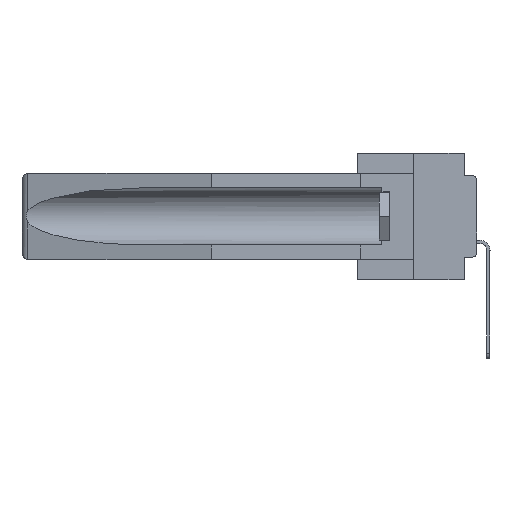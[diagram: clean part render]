
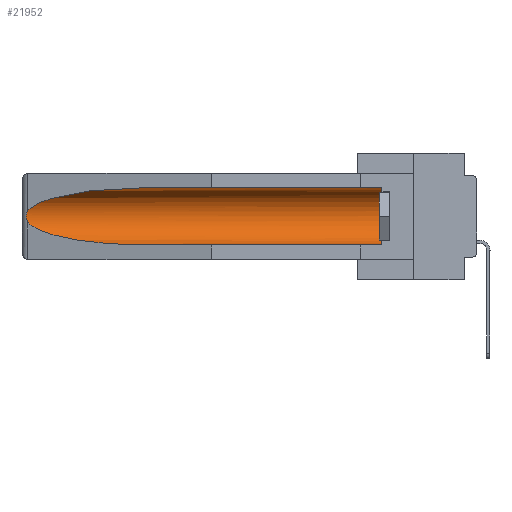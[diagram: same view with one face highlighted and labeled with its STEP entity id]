
A CAD part, left-side view. The second image highlights one B-rep face of the part: STEP entity #21952.
In plain terms, the highlighted cylindrical face has radius 2.857 mm (diameter 5.715 mm), a partial arc.
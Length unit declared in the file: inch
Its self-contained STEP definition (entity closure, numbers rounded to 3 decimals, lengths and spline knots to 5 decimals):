
#132 = CARTESIAN_POINT ( 'NONE',  ( 0.26655, 1.53094, -0.18657 ) ) ;
#224 = AXIS2_PLACEMENT_3D ( 'NONE', #28568, #8573, #15349 ) ;
#643 = LINE ( 'NONE', #7394, #20813 ) ;
#1319 = VECTOR ( 'NONE', #25292, 39.37008 ) ;
#1392 = VERTEX_POINT ( 'NONE', #11434 ) ;
#1632 = ORIENTED_EDGE ( 'NONE', *, *, #2625, .T. ) ;
#2080 = EDGE_CURVE ( 'NONE', #10347, #3272, #20243, .T. ) ;
#2477 = CARTESIAN_POINT ( 'NONE',  ( 0.26597, 1.52961, -0.15275 ) ) ;
#2487 =( BOUNDED_CURVE ( )  B_SPLINE_CURVE ( 3, ( #5738, #14711, #21757, #28521 ),
 .UNSPECIFIED., .F., .F. ) 
 B_SPLINE_CURVE_WITH_KNOTS ( ( 4, 4 ),
 ( 4.71239, 6.08839 ),
 .UNSPECIFIED. ) 
 CURVE ( )  GEOMETRIC_REPRESENTATION_ITEM ( )  RATIONAL_B_SPLINE_CURVE ( ( 1., 0.848, 0.848, 1. ) ) 
 REPRESENTATION_ITEM ( '' )  );
#2527 = LINE ( 'NONE', #7363, #1319 ) ;
#2625 = EDGE_CURVE ( 'NONE', #11408, #16743, #28589, .T. ) ;
#2845 = DIRECTION ( 'NONE',  ( 0., 1., 0. ) ) ;
#3272 = VERTEX_POINT ( 'NONE', #5127 ) ;
#4535 = CARTESIAN_POINT ( 'NONE',  ( 0.26537, 1.52718, -0.19328 ) ) ;
#4724 = CARTESIAN_POINT ( 'NONE',  ( 0.155, 0.126, -0.1715 ) ) ;
#5127 = CARTESIAN_POINT ( 'NONE',  ( 0.155, 0.126, -0.059 ) ) ;
#5738 = CARTESIAN_POINT ( 'NONE',  ( 0.155, 1.07973, -0.059 ) ) ;
#6110 = EDGE_LOOP ( 'NONE', ( #8545, #19550, #1632, #23829, #12469, #21854 ) ) ;
#7035 = CARTESIAN_POINT ( 'NONE',  ( 0.2675, 1.53308, -0.17534 ) ) ;
#7198 = VERTEX_POINT ( 'NONE', #17865 ) ;
#7363 = CARTESIAN_POINT ( 'NONE',  ( 0.155, -0.30754, -0.059 ) ) ;
#7394 = CARTESIAN_POINT ( 'NONE',  ( 0.155, -0.30754, -0.284 ) ) ;
#8089 = CARTESIAN_POINT ( 'NONE',  ( 0.155, 1.07973, -0.284 ) ) ;
#8545 = ORIENTED_EDGE ( 'NONE', *, *, #19237, .T. ) ;
#8573 = DIRECTION ( 'NONE',  ( 0., 1., 0. ) ) ;
#8773 = B_SPLINE_CURVE_WITH_KNOTS ( 'NONE', 3,
 ( #23057, #2477, #25244, #22760, #15711, #7035, #24666, #132, #20401, #4535 ),
 .UNSPECIFIED., .F., .F.,
 ( 4, 2, 2, 2, 4 ),
 ( 0., 0.00029, 0.00058, 0.00087, 0.00117 ),
 .UNSPECIFIED. ) ;
#9015 = EDGE_CURVE ( 'NONE', #3272, #1392, #2527, .T. ) ;
#10347 = VERTEX_POINT ( 'NONE', #29030 ) ;
#11277 = AXIS2_PLACEMENT_3D ( 'NONE', #4724, #13398, #13555 ) ;
#11408 = VERTEX_POINT ( 'NONE', #22818 ) ;
#11434 = CARTESIAN_POINT ( 'NONE',  ( 0.155, 1.07973, -0.059 ) ) ;
#11863 = CARTESIAN_POINT ( 'NONE',  ( 0.21114, 1.30732, -0.284 ) ) ;
#12469 = ORIENTED_EDGE ( 'NONE', *, *, #2080, .T. ) ;
#13398 = DIRECTION ( 'NONE',  ( 0., -1., 0. ) ) ;
#13555 = DIRECTION ( 'NONE',  ( 0., 0., 1. ) ) ;
#14704 = EDGE_CURVE ( 'NONE', #7198, #11408, #8773, .T. ) ;
#14711 = CARTESIAN_POINT ( 'NONE',  ( 0.21114, 1.30732, -0.059 ) ) ;
#15349 = DIRECTION ( 'NONE',  ( 0., 0., 1. ) ) ;
#15503 = CYLINDRICAL_SURFACE ( 'NONE', #224, 0.1125 ) ;
#15711 = CARTESIAN_POINT ( 'NONE',  ( 0.2675, 1.53308, -0.16763 ) ) ;
#15869 = CARTESIAN_POINT ( 'NONE',  ( 0.26537, 1.52718, -0.19328 ) ) ;
#16743 = VERTEX_POINT ( 'NONE', #8089 ) ;
#17413 = FACE_OUTER_BOUND ( 'NONE', #6110, .T. ) ;
#17865 = CARTESIAN_POINT ( 'NONE',  ( 0.26537, 1.52718, -0.14972 ) ) ;
#19237 = EDGE_CURVE ( 'NONE', #1392, #7198, #2487, .T. ) ;
#19550 = ORIENTED_EDGE ( 'NONE', *, *, #14704, .T. ) ;
#20243 = CIRCLE ( 'NONE', #11277, 0.1125 ) ;
#20401 = CARTESIAN_POINT ( 'NONE',  ( 0.26597, 1.5296, -0.19026 ) ) ;
#20813 = VECTOR ( 'NONE', #2845, 39.37008 ) ;
#20834 = CARTESIAN_POINT ( 'NONE',  ( 0.155, 1.07973, -0.284 ) ) ;
#21757 = CARTESIAN_POINT ( 'NONE',  ( 0.25451, 1.48313, -0.09465 ) ) ;
#21854 = ORIENTED_EDGE ( 'NONE', *, *, #9015, .T. ) ;
#21952 = ADVANCED_FACE ( 'NONE', ( #17413 ), #15503, .F. ) ;
#22627 = CARTESIAN_POINT ( 'NONE',  ( 0.25451, 1.48313, -0.24835 ) ) ;
#22760 = CARTESIAN_POINT ( 'NONE',  ( 0.2673, 1.5327, -0.16383 ) ) ;
#22818 = CARTESIAN_POINT ( 'NONE',  ( 0.26537, 1.52718, -0.19328 ) ) ;
#23057 = CARTESIAN_POINT ( 'NONE',  ( 0.26537, 1.52718, -0.14972 ) ) ;
#23829 = ORIENTED_EDGE ( 'NONE', *, *, #26331, .F. ) ;
#24666 = CARTESIAN_POINT ( 'NONE',  ( 0.2673, 1.53269, -0.17917 ) ) ;
#25244 = CARTESIAN_POINT ( 'NONE',  ( 0.26654, 1.53092, -0.15636 ) ) ;
#25292 = DIRECTION ( 'NONE',  ( 0., 1., 0. ) ) ;
#26331 = EDGE_CURVE ( 'NONE', #10347, #16743, #643, .T. ) ;
#28521 = CARTESIAN_POINT ( 'NONE',  ( 0.26537, 1.52718, -0.14972 ) ) ;
#28568 = CARTESIAN_POINT ( 'NONE',  ( 0.155, -0.30754, -0.1715 ) ) ;
#28589 =( BOUNDED_CURVE ( )  B_SPLINE_CURVE ( 3, ( #15869, #22627, #11863, #20834 ),
 .UNSPECIFIED., .F., .F. ) 
 B_SPLINE_CURVE_WITH_KNOTS ( ( 4, 4 ),
 ( 0.1948, 1.5708 ),
 .UNSPECIFIED. ) 
 CURVE ( )  GEOMETRIC_REPRESENTATION_ITEM ( )  RATIONAL_B_SPLINE_CURVE ( ( 1., 0.848, 0.848, 1. ) ) 
 REPRESENTATION_ITEM ( '' )  );
#29030 = CARTESIAN_POINT ( 'NONE',  ( 0.155, 0.126, -0.284 ) ) ;
